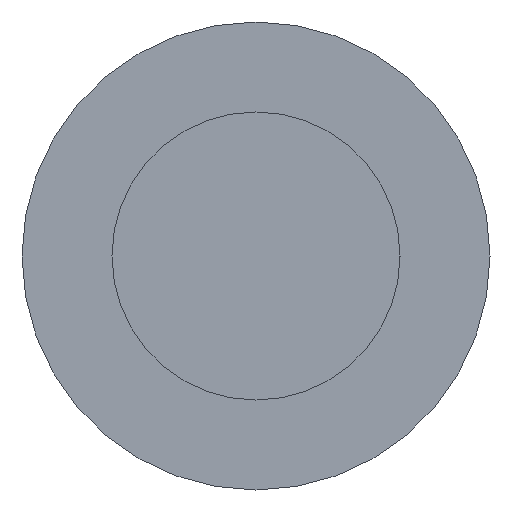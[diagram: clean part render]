
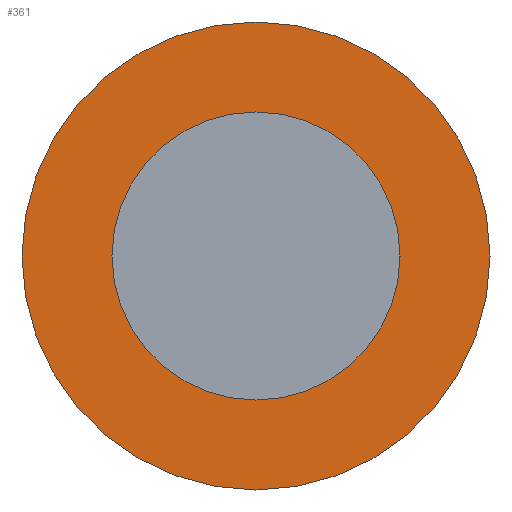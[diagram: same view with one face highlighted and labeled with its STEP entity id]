
A CAD part, left-side view. The second image highlights one B-rep face of the part: STEP entity #361.
In plain terms, the highlighted planar face has unit normal (-1, 0, 0).
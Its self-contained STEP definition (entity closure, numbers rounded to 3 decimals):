
#15 = VERTEX_POINT ( 'NONE', #274 ) ;
#16 = CARTESIAN_POINT ( 'NONE',  ( 67.3, 0., 0. ) ) ;
#23 = CARTESIAN_POINT ( 'NONE',  ( 67.3, 0., 0. ) ) ;
#39 = ORIENTED_EDGE ( 'NONE', *, *, #104, .F. ) ;
#41 = AXIS2_PLACEMENT_3D ( 'NONE', #386, #228, #415 ) ;
#55 = VERTEX_POINT ( 'NONE', #176 ) ;
#56 = DIRECTION ( 'NONE',  ( 0., 0., 1. ) ) ;
#73 = EDGE_CURVE ( 'NONE', #99, #55, #190, .T. ) ;
#78 = CARTESIAN_POINT ( 'NONE',  ( 67.3, 0., 0. ) ) ;
#83 = DIRECTION ( 'NONE',  ( 0., 0., -1. ) ) ;
#99 = VERTEX_POINT ( 'NONE', #128 ) ;
#104 = EDGE_CURVE ( 'NONE', #15, #230, #342, .T. ) ;
#106 = FACE_BOUND ( 'NONE', #272, .T. ) ;
#109 = ORIENTED_EDGE ( 'NONE', *, *, #214, .F. ) ;
#112 = PLANE ( 'NONE',  #407 ) ;
#128 = CARTESIAN_POINT ( 'NONE',  ( 67.3, 0., 13. ) ) ;
#129 = CIRCLE ( 'NONE', #156, 8. ) ;
#137 = CIRCLE ( 'NONE', #276, 13. ) ;
#147 = ORIENTED_EDGE ( 'NONE', *, *, #73, .T. ) ;
#156 = AXIS2_PLACEMENT_3D ( 'NONE', #23, #413, #56 ) ;
#176 = CARTESIAN_POINT ( 'NONE',  ( 67.3, 0., -13. ) ) ;
#183 = CARTESIAN_POINT ( 'NONE',  ( 67.3, 8., 0. ) ) ;
#190 = CIRCLE ( 'NONE', #41, 13. ) ;
#206 = AXIS2_PLACEMENT_3D ( 'NONE', #78, #328, #237 ) ;
#208 = DIRECTION ( 'NONE',  ( -1., 0., 0. ) ) ;
#214 = EDGE_CURVE ( 'NONE', #230, #15, #129, .T. ) ;
#228 = DIRECTION ( 'NONE',  ( -1., 0., 0. ) ) ;
#230 = VERTEX_POINT ( 'NONE', #350 ) ;
#233 = ORIENTED_EDGE ( 'NONE', *, *, #321, .T. ) ;
#237 = DIRECTION ( 'NONE',  ( 0., 0., 1. ) ) ;
#239 = DIRECTION ( 'NONE',  ( 1., 0., 0. ) ) ;
#240 = EDGE_LOOP ( 'NONE', ( #147, #233 ) ) ;
#272 = EDGE_LOOP ( 'NONE', ( #39, #109 ) ) ;
#274 = CARTESIAN_POINT ( 'NONE',  ( 67.3, 0., 8. ) ) ;
#276 = AXIS2_PLACEMENT_3D ( 'NONE', #16, #208, #371 ) ;
#318 = FACE_OUTER_BOUND ( 'NONE', #240, .T. ) ;
#321 = EDGE_CURVE ( 'NONE', #55, #99, #137, .T. ) ;
#328 = DIRECTION ( 'NONE',  ( -1., 0., 0. ) ) ;
#342 = CIRCLE ( 'NONE', #206, 8. ) ;
#350 = CARTESIAN_POINT ( 'NONE',  ( 67.3, 0., -8. ) ) ;
#361 = ADVANCED_FACE ( 'NONE', ( #106, #318 ), #112, .F. ) ;
#371 = DIRECTION ( 'NONE',  ( 0., 0., 1. ) ) ;
#386 = CARTESIAN_POINT ( 'NONE',  ( 67.3, 0., 0. ) ) ;
#407 = AXIS2_PLACEMENT_3D ( 'NONE', #183, #239, #83 ) ;
#413 = DIRECTION ( 'NONE',  ( -1., 0., 0. ) ) ;
#415 = DIRECTION ( 'NONE',  ( 0., 0., 1. ) ) ;
